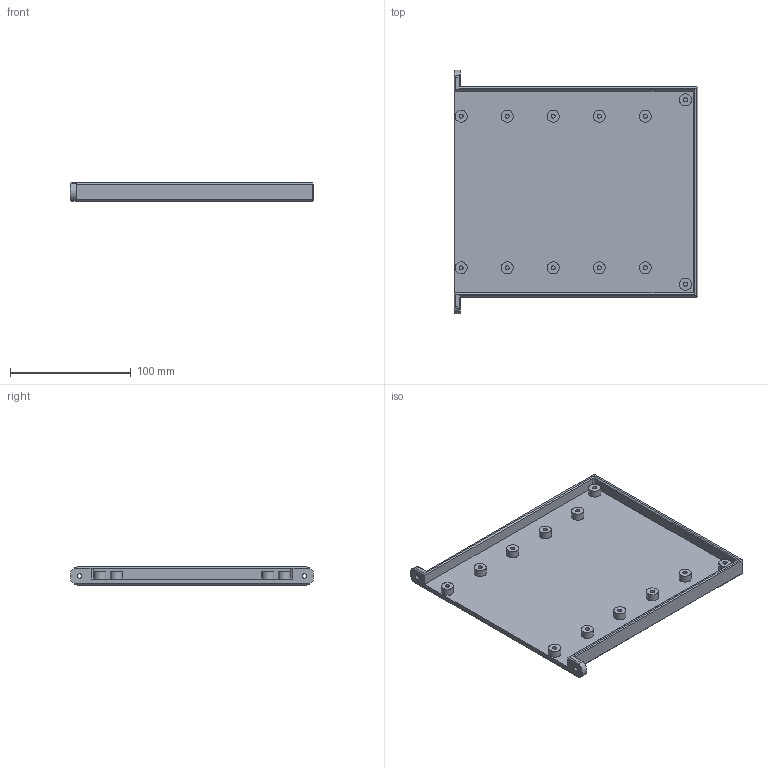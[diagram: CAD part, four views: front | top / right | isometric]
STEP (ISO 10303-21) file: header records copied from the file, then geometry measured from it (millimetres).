
FILE_DESCRIPTION(/* description */ (''),/* implementation_level */ '2;1');
FILE_NAME(/* name */ 'Loaf Box pt2.step',/* time_stamp */ '2024-12-09T11:55:21-05:00',/* author */ (''),/* organization */ (''),/* preprocessor_version */ 'ST-DEVELOPER v20',/* originating_system */ 'Autodesk Translation Framework v12.20.1.177',/* authorisation */ '');
FILE_SCHEMA (('AUTOMOTIVE_DESIGN { 1 0 10303 214 3 1 1 }'));
Length unit declared in the file: millimetre
Products named in the file (1): Loaf Box
Bounding box: 201.5 x 201.72 x 15 mm (x, y, z)
Volume: 200985.6 mm3; surface area: 88266.6 mm2
Topology: 1 solids, 1 shells, 104 faces, 216 edges, 140 vertices
Faces by surface type: plane 74, cylinder 30
Full cylindrical faces by diameter (mm): 3.4 x12, 3.5 x2, 10 x12
Entity records: 2795 total; most frequent: DIRECTION 496, CARTESIAN_POINT 461, ORIENTED_EDGE 432, EDGE_CURVE 216, AXIS2_PLACEMENT_3D 175, LINE 146, VECTOR 146, VERTEX_POINT 140
